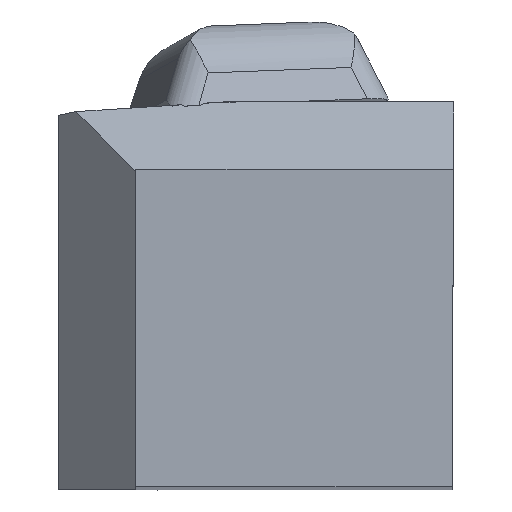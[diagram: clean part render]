
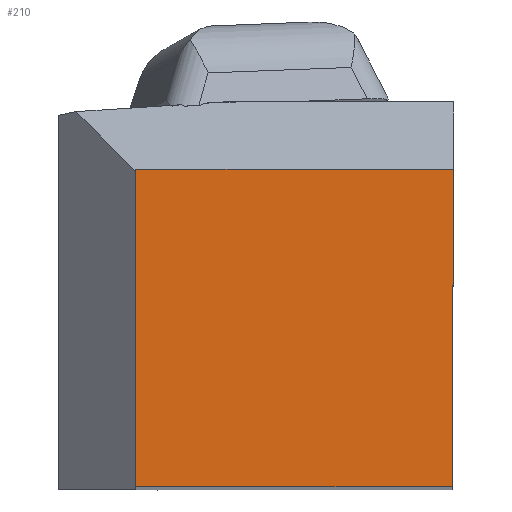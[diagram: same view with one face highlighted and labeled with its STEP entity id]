
A CAD part, top view. The second image highlights one B-rep face of the part: STEP entity #210.
In plain terms, the highlighted planar face has unit normal (0, 0, 1).
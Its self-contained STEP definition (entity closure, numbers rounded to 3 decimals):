
#149=FACE_OUTER_BOUND('',#581,.T.);
#210=ADVANCED_FACE('BLANK_BOXF006',(#149),#266,.F.);
#266=PLANE('',#1379);
#344=LINE('',#1992,#468);
#350=LINE('',#2004,#474);
#360=LINE('',#2023,#484);
#361=LINE('',#2025,#485);
#468=VECTOR('',#1573,1.);
#474=VECTOR('',#1581,1.);
#484=VECTOR('',#1597,1.);
#485=VECTOR('',#1598,1.);
#581=EDGE_LOOP('',(#743,#744,#745,#746));
#743=ORIENTED_EDGE('',*,*,#1159,.F.);
#744=ORIENTED_EDGE('',*,*,#1149,.F.);
#745=ORIENTED_EDGE('',*,*,#1143,.F.);
#746=ORIENTED_EDGE('',*,*,#1160,.F.);
#1016=VERTEX_POINT('',#1991);
#1017=VERTEX_POINT('',#1993);
#1022=VERTEX_POINT('',#2005);
#1028=VERTEX_POINT('',#2024);
#1143=EDGE_CURVE('',#1016,#1017,#344,.T.);
#1149=EDGE_CURVE('',#1017,#1022,#350,.T.);
#1159=EDGE_CURVE('',#1022,#1028,#360,.T.);
#1160=EDGE_CURVE('',#1028,#1016,#361,.T.);
#1379=AXIS2_PLACEMENT_3D('',#2026,#1599,#1600);
#1573=DIRECTION('',(-0.004,-1.,0.));
#1581=DIRECTION('',(-1.,0.,0.));
#1597=DIRECTION('',(0.,1.,0.));
#1598=DIRECTION('',(1.,0.,0.));
#1599=DIRECTION('',(0.,0.,-1.));
#1600=DIRECTION('',(-1.,0.,0.));
#1991=CARTESIAN_POINT('',(0.,25.273,0.));
#1992=CARTESIAN_POINT('',(0.625,168.398,0.));
#1993=CARTESIAN_POINT('',(-0.11,0.,0.));
#2004=CARTESIAN_POINT('',(168.4,0.,0.));
#2005=CARTESIAN_POINT('',(-25.273,0.,0.));
#2023=CARTESIAN_POINT('',(-25.273,-168.4,0.));
#2024=CARTESIAN_POINT('',(-25.273,25.273,0.));
#2025=CARTESIAN_POINT('',(-168.4,25.273,0.));
#2026=CARTESIAN_POINT('',(-42.619,-5.,0.));
